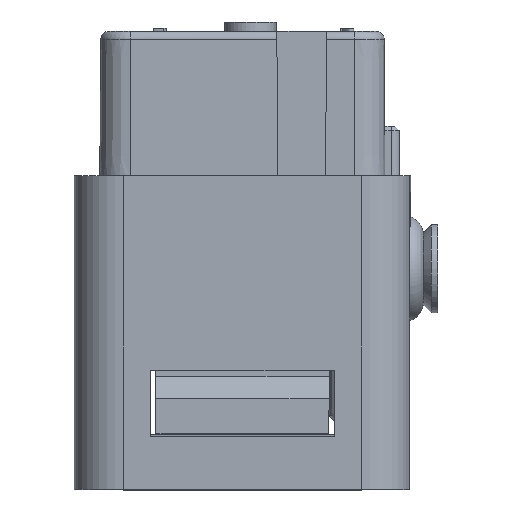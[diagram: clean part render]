
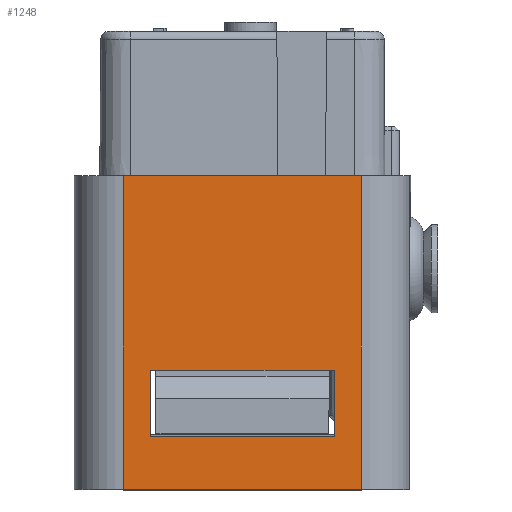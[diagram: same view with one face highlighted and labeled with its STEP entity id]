
A CAD part, top view. The second image highlights one B-rep face of the part: STEP entity #1248.
In plain terms, the highlighted planar face has unit normal (0, 0, 1).
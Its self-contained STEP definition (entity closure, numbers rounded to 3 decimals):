
#1248=ADVANCED_FACE('',(#3804,#3805),#1605,.T.);
#1605=PLANE('',#12050);
#1905=B_SPLINE_CURVE_WITH_KNOTS('',3,(#19319,#19320,#19321,#19322),
 .UNSPECIFIED.,.F.,.F.,(4,4),(0.,1.),.UNSPECIFIED.);
#1906=B_SPLINE_CURVE_WITH_KNOTS('',3,(#19323,#19324,#19325,#19326),
 .UNSPECIFIED.,.F.,.F.,(4,4),(0.,1.),.UNSPECIFIED.);
#2097=LINE('',#16428,#2950);
#2462=LINE('',#19206,#3315);
#2492=LINE('',#19310,#3345);
#2493=LINE('',#19314,#3346);
#2494=LINE('',#19316,#3347);
#2495=LINE('',#19327,#3348);
#2950=VECTOR('',#12851,1.);
#3315=VECTOR('',#14340,1.);
#3345=VECTOR('',#14408,1.);
#3346=VECTOR('',#14413,1.);
#3347=VECTOR('',#14416,1.);
#3348=VECTOR('',#14417,1.);
#3804=FACE_BOUND('',#4281,.T.);
#3805=FACE_BOUND('',#4282,.T.);
#4281=EDGE_LOOP('',(#6442,#6443,#6444,#6445));
#4282=EDGE_LOOP('',(#6446,#6447,#6448,#6449));
#6442=ORIENTED_EDGE('',*,*,#10141,.F.);
#6443=ORIENTED_EDGE('',*,*,#10142,.F.);
#6444=ORIENTED_EDGE('',*,*,#9334,.T.);
#6445=ORIENTED_EDGE('',*,*,#10143,.F.);
#6446=ORIENTED_EDGE('',*,*,#10144,.F.);
#6447=ORIENTED_EDGE('',*,*,#10096,.T.);
#6448=ORIENTED_EDGE('',*,*,#10138,.T.);
#6449=ORIENTED_EDGE('',*,*,#10140,.T.);
#8185=VERTEX_POINT('',#16429);
#8186=VERTEX_POINT('',#16430);
#8678=VERTEX_POINT('',#19207);
#8679=VERTEX_POINT('',#19208);
#8706=VERTEX_POINT('',#19309);
#8707=VERTEX_POINT('',#19313);
#8708=VERTEX_POINT('',#19317);
#8709=VERTEX_POINT('',#19318);
#9334=EDGE_CURVE('',#8185,#8186,#2097,.T.);
#10096=EDGE_CURVE('',#8678,#8679,#2462,.T.);
#10138=EDGE_CURVE('',#8679,#8706,#2492,.T.);
#10140=EDGE_CURVE('',#8706,#8707,#2493,.T.);
#10141=EDGE_CURVE('',#8708,#8709,#2494,.T.);
#10142=EDGE_CURVE('',#8185,#8708,#1905,.T.);
#10143=EDGE_CURVE('',#8709,#8186,#1906,.T.);
#10144=EDGE_CURVE('',#8678,#8707,#2495,.T.);
#12050=AXIS2_PLACEMENT_3D('',#19328,#14418,#14419);
#12851=DIRECTION('',(-1.,0.,0.));
#14340=DIRECTION('',(0.,1.,0.));
#14408=DIRECTION('',(-1.,0.,0.));
#14413=DIRECTION('',(0.,-1.,0.));
#14416=DIRECTION('',(-1.,0.,0.));
#14417=DIRECTION('',(-1.,0.,0.));
#14418=DIRECTION('',(0.,0.,1.));
#14419=DIRECTION('',(-1.,0.,0.));
#16428=CARTESIAN_POINT('',(5.764,-16.401,10.5));
#16429=CARTESIAN_POINT('',(5.764,-16.401,10.5));
#16430=CARTESIAN_POINT('',(-5.764,-16.401,10.5));
#19206=CARTESIAN_POINT('',(7.434,-19.7,10.5));
#19207=CARTESIAN_POINT('',(7.434,-19.7,10.5));
#19208=CARTESIAN_POINT('',(7.434,-0.1,10.5));
#19309=CARTESIAN_POINT('',(-7.434,-0.1,10.5));
#19310=CARTESIAN_POINT('',(7.434,-0.1,10.5));
#19313=CARTESIAN_POINT('',(-7.434,-19.7,10.5));
#19314=CARTESIAN_POINT('',(-7.434,-0.1,10.5));
#19316=CARTESIAN_POINT('',(5.742,-12.25,10.5));
#19317=CARTESIAN_POINT('',(5.742,-12.25,10.5));
#19318=CARTESIAN_POINT('',(-5.742,-12.25,10.5));
#19319=CARTESIAN_POINT('',(5.764,-16.401,10.5));
#19320=CARTESIAN_POINT('',(5.757,-15.018,10.5));
#19321=CARTESIAN_POINT('',(5.749,-13.634,10.5));
#19322=CARTESIAN_POINT('',(5.742,-12.25,10.5));
#19323=CARTESIAN_POINT('',(-5.742,-12.25,10.5));
#19324=CARTESIAN_POINT('',(-5.749,-13.634,10.5));
#19325=CARTESIAN_POINT('',(-5.757,-15.018,10.5));
#19326=CARTESIAN_POINT('',(-5.764,-16.401,10.5));
#19327=CARTESIAN_POINT('',(7.434,-19.7,10.5));
#19328=CARTESIAN_POINT('',(0.,-9.9,10.5));
